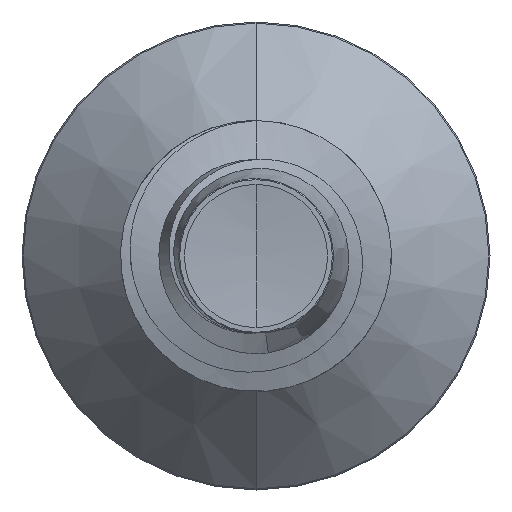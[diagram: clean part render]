
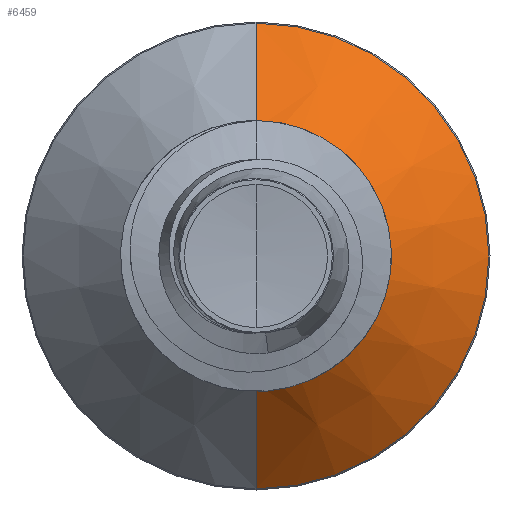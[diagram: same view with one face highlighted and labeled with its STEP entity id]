
A CAD part, front view. The second image highlights one B-rep face of the part: STEP entity #6459.
In plain terms, the highlighted conical face has half-angle 45 degrees and reference radius 1.034 mm.
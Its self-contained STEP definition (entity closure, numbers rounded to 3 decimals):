
#461 = CARTESIAN_POINT ( 'NONE',  ( 0., 2.284, 1.034 ) ) ;
#639 = CONICAL_SURFACE ( 'NONE', #6709, 1.034, 0.785 ) ;
#905 = FACE_OUTER_BOUND ( 'NONE', #6991, .T. ) ;
#1586 = VERTEX_POINT ( 'NONE', #8815 ) ;
#2870 = LINE ( 'NONE', #5456, #6906 ) ;
#3042 = CARTESIAN_POINT ( 'NONE',  ( 0., 2.284, -1.034 ) ) ;
#3504 = CARTESIAN_POINT ( 'NONE',  ( 0., 3.14, 0. ) ) ;
#3664 = LINE ( 'NONE', #3042, #9755 ) ;
#3707 = CARTESIAN_POINT ( 'NONE',  ( 0., 3.14, -1.89 ) ) ;
#4270 = DIRECTION ( 'NONE',  ( 0., 0., 1. ) ) ;
#4339 = ORIENTED_EDGE ( 'NONE', *, *, #5742, .T. ) ;
#4890 = DIRECTION ( 'NONE',  ( 0., 0., 1. ) ) ;
#4986 = AXIS2_PLACEMENT_3D ( 'NONE', #5580, #5484, #4890 ) ;
#5395 = CIRCLE ( 'NONE', #7938, 1.89 ) ;
#5425 = VERTEX_POINT ( 'NONE', #461 ) ;
#5434 = ORIENTED_EDGE ( 'NONE', *, *, #8287, .F. ) ;
#5456 = CARTESIAN_POINT ( 'NONE',  ( 0., 2.284, 1.034 ) ) ;
#5484 = DIRECTION ( 'NONE',  ( 0., 1., 0. ) ) ;
#5580 = CARTESIAN_POINT ( 'NONE',  ( 0., 2.284, 0. ) ) ;
#5742 = EDGE_CURVE ( 'NONE', #5425, #7599, #8997, .T. ) ;
#5776 = ORIENTED_EDGE ( 'NONE', *, *, #8165, .F. ) ;
#6357 = VERTEX_POINT ( 'NONE', #3707 ) ;
#6459 = ADVANCED_FACE ( 'NONE', ( #905 ), #639, .T. ) ;
#6709 = AXIS2_PLACEMENT_3D ( 'NONE', #9024, #9220, #9125 ) ;
#6906 = VECTOR ( 'NONE', #6952, 1000. ) ;
#6952 = DIRECTION ( 'NONE',  ( 0., 0.707, 0.707 ) ) ;
#6991 = EDGE_LOOP ( 'NONE', ( #4339, #8839, #5776, #5434 ) ) ;
#7540 = DIRECTION ( 'NONE',  ( 0., 0.707, -0.707 ) ) ;
#7599 = VERTEX_POINT ( 'NONE', #7610 ) ;
#7610 = CARTESIAN_POINT ( 'NONE',  ( 0., 2.284, -1.034 ) ) ;
#7628 = EDGE_CURVE ( 'NONE', #7599, #6357, #3664, .T. ) ;
#7938 = AXIS2_PLACEMENT_3D ( 'NONE', #3504, #8689, #4270 ) ;
#8165 = EDGE_CURVE ( 'NONE', #1586, #6357, #5395, .T. ) ;
#8287 = EDGE_CURVE ( 'NONE', #5425, #1586, #2870, .T. ) ;
#8689 = DIRECTION ( 'NONE',  ( 0., 1., 0. ) ) ;
#8815 = CARTESIAN_POINT ( 'NONE',  ( 0., 3.14, 1.89 ) ) ;
#8839 = ORIENTED_EDGE ( 'NONE', *, *, #7628, .T. ) ;
#8997 = CIRCLE ( 'NONE', #4986, 1.034 ) ;
#9024 = CARTESIAN_POINT ( 'NONE',  ( 0., 2.284, 0. ) ) ;
#9125 = DIRECTION ( 'NONE',  ( 0., 0., 1. ) ) ;
#9220 = DIRECTION ( 'NONE',  ( 0., 1., 0. ) ) ;
#9755 = VECTOR ( 'NONE', #7540, 1000. ) ;
